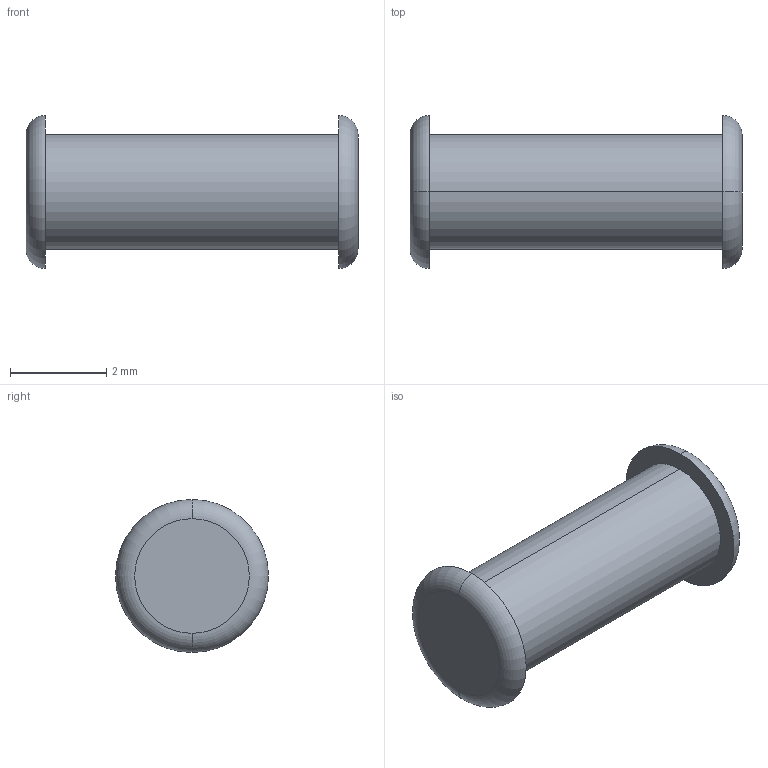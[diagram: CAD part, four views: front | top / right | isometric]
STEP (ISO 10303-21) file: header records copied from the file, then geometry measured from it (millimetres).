
FILE_DESCRIPTION (( 'STEP AP203' ), '1' );
FILE_NAME ('Cylinder 4_Default_sldprt.STEP', '2022-02-14T03:40:16', ( '' ), ( '' ), 'SwSTEP 2.0', 'SolidWorks 2021', '' );
FILE_SCHEMA (( 'CONFIG_CONTROL_DESIGN' ));
Length unit declared in the file: inch
Products named in the file (1): Cylinder 4_Default_sldprt
Bounding box: 6.89 x 3.17 x 3.17 mm (x, y, z)
Volume: 32.8 mm3; surface area: 72.7 mm2
Topology: 1 solids, 1 shells, 10 faces, 18 edges, 12 vertices
Faces by surface type: torus 4, plane 4, cylinder 2
Entity records: 337 total; most frequent: DIRECTION 56, CARTESIAN_POINT 41, ORIENTED_EDGE 36, AXIS2_PLACEMENT_3D 27, EDGE_CURVE 18, CIRCLE 16, EDGE_LOOP 12, VERTEX_POINT 12
